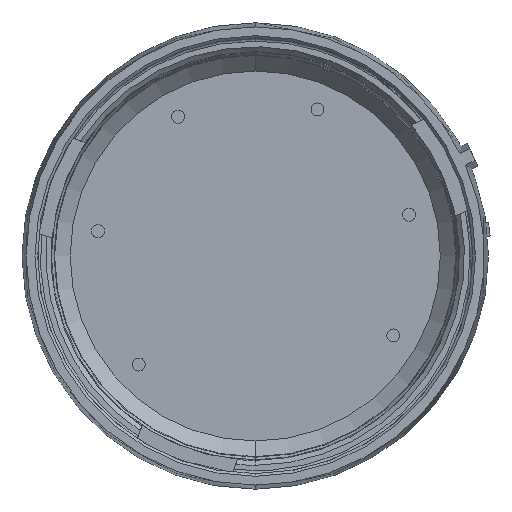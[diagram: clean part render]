
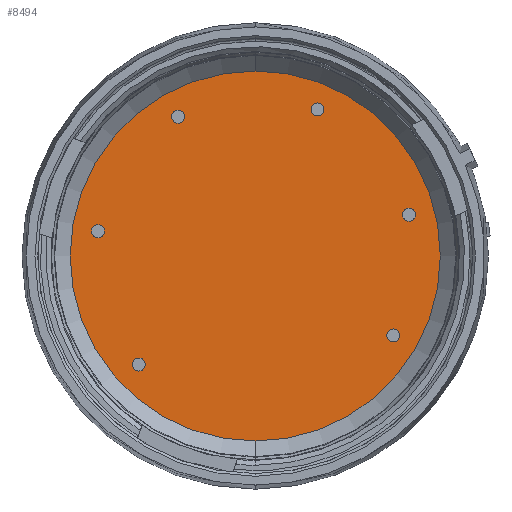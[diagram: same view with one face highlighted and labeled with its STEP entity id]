
A CAD part, front view. The second image highlights one B-rep face of the part: STEP entity #8494.
In plain terms, the highlighted planar face has unit normal (0, -1, 0).
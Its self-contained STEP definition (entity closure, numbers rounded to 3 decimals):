
#96 = CARTESIAN_POINT ( 'NONE',  ( 0., 13.735, -17.2 ) ) ;
#291 = CARTESIAN_POINT ( 'NONE',  ( -14.618, 13.735, 2.915 ) ) ;
#577 = CARTESIAN_POINT ( 'NONE',  ( -10.824, 13.735, -10.094 ) ) ;
#578 = DIRECTION ( 'NONE',  ( 0., -1., 0. ) ) ;
#579 = DIRECTION ( 'NONE',  ( 0., 0., -1. ) ) ;
#580 = CARTESIAN_POINT ( 'NONE',  ( -14.618, 13.735, 2.315 ) ) ;
#581 = DIRECTION ( 'NONE',  ( 0., -1., 0. ) ) ;
#582 = DIRECTION ( 'NONE',  ( 0., 0., -1. ) ) ;
#583 = CARTESIAN_POINT ( 'NONE',  ( -7.175, 13.735, 12.944 ) ) ;
#584 = DIRECTION ( 'NONE',  ( 0., -1., 0. ) ) ;
#585 = DIRECTION ( 'NONE',  ( 0., 0., -1. ) ) ;
#586 = CARTESIAN_POINT ( 'NONE',  ( 5.783, 13.735, 13.623 ) ) ;
#587 = DIRECTION ( 'NONE',  ( 0., -1., 0. ) ) ;
#588 = DIRECTION ( 'NONE',  ( 0., 0., -1. ) ) ;
#589 = CARTESIAN_POINT ( 'NONE',  ( 14.296, 13.735, 3.831 ) ) ;
#590 = DIRECTION ( 'NONE',  ( 0., -1., 0. ) ) ;
#591 = DIRECTION ( 'NONE',  ( 0., 0., -1. ) ) ;
#592 = CARTESIAN_POINT ( 'NONE',  ( 12.826, 13.735, -7.384 ) ) ;
#593 = DIRECTION ( 'NONE',  ( 0., -1., 0. ) ) ;
#594 = DIRECTION ( 'NONE',  ( 0., 0., -1. ) ) ;
#596 = CARTESIAN_POINT ( 'NONE',  ( 0., 13.735, 0. ) ) ;
#597 = DIRECTION ( 'NONE',  ( 0., 1., 0. ) ) ;
#598 = DIRECTION ( 'NONE',  ( 0., 0., 1. ) ) ;
#1414 = EDGE_CURVE ( 'NONE', #7726, #7899, #5052, .T. ) ;
#1418 = EDGE_CURVE ( 'NONE', #7904, #7802, #5046, .T. ) ;
#1422 = EDGE_CURVE ( 'NONE', #8174, #7912, #4905, .T. ) ;
#1859 = ORIENTED_EDGE ( 'NONE', *, *, #4698, .F. ) ;
#2043 = ORIENTED_EDGE ( 'NONE', *, *, #1422, .F. ) ;
#2044 = ORIENTED_EDGE ( 'NONE', *, *, #4699, .F. ) ;
#2047 = ORIENTED_EDGE ( 'NONE', *, *, #4700, .F. ) ;
#2052 = ORIENTED_EDGE ( 'NONE', *, *, #1414, .F. ) ;
#2053 = ORIENTED_EDGE ( 'NONE', *, *, #4697, .F. ) ;
#2054 = ORIENTED_EDGE ( 'NONE', *, *, #2312, .F. ) ;
#2055 = ORIENTED_EDGE ( 'NONE', *, *, #4696, .F. ) ;
#2056 = ORIENTED_EDGE ( 'NONE', *, *, #2308, .F. ) ;
#2090 = ORIENTED_EDGE ( 'NONE', *, *, #2337, .F. ) ;
#2201 = ORIENTED_EDGE ( 'NONE', *, *, #4695, .F. ) ;
#2223 = ORIENTED_EDGE ( 'NONE', *, *, #2302, .F. ) ;
#2224 = ORIENTED_EDGE ( 'NONE', *, *, #4694, .F. ) ;
#2259 = ORIENTED_EDGE ( 'NONE', *, *, #1418, .F. ) ;
#2302 = EDGE_CURVE ( 'NONE', #7662, #8130, #5089, .T. ) ;
#2308 = EDGE_CURVE ( 'NONE', #7903, #4006, #5205, .T. ) ;
#2312 = EDGE_CURVE ( 'NONE', #7882, #7914, #4948, .T. ) ;
#2337 = EDGE_CURVE ( 'NONE', #3741, #7915, #4264, .T. ) ;
#3741 = VERTEX_POINT ( 'NONE', #96 ) ;
#4006 = VERTEX_POINT ( 'NONE', #291 ) ;
#4184 = AXIS2_PLACEMENT_3D ( 'NONE', #580, #581, #582 ) ;
#4227 = AXIS2_PLACEMENT_3D ( 'NONE', #596, #597, #598 ) ;
#4234 = CIRCLE ( 'NONE', #4371, 0.6 ) ;
#4264 = CIRCLE ( 'NONE', #4278, 17.2 ) ;
#4273 = CIRCLE ( 'NONE', #4303, 0.6 ) ;
#4278 = AXIS2_PLACEMENT_3D ( 'NONE', #7288, #7289, #7290 ) ;
#4283 = AXIS2_PLACEMENT_3D ( 'NONE', #589, #590, #591 ) ;
#4284 = AXIS2_PLACEMENT_3D ( 'NONE', #592, #593, #594 ) ;
#4303 = AXIS2_PLACEMENT_3D ( 'NONE', #577, #578, #579 ) ;
#4354 = AXIS2_PLACEMENT_3D ( 'NONE', #586, #587, #588 ) ;
#4371 = AXIS2_PLACEMENT_3D ( 'NONE', #583, #584, #585 ) ;
#4375 = CIRCLE ( 'NONE', #4283, 0.6 ) ;
#4435 = CIRCLE ( 'NONE', #4284, 0.6 ) ;
#4457 = CIRCLE ( 'NONE', #4184, 0.6 ) ;
#4524 = CIRCLE ( 'NONE', #4227, 17.2 ) ;
#4588 = CIRCLE ( 'NONE', #4354, 0.6 ) ;
#4694 = EDGE_CURVE ( 'NONE', #8130, #7662, #4273, .T. ) ;
#4695 = EDGE_CURVE ( 'NONE', #4006, #7903, #4457, .T. ) ;
#4696 = EDGE_CURVE ( 'NONE', #7914, #7882, #4234, .T. ) ;
#4697 = EDGE_CURVE ( 'NONE', #7899, #7726, #4588, .T. ) ;
#4698 = EDGE_CURVE ( 'NONE', #7802, #7904, #4375, .T. ) ;
#4699 = EDGE_CURVE ( 'NONE', #7912, #8174, #4435, .T. ) ;
#4700 = EDGE_CURVE ( 'NONE', #7915, #3741, #4524, .T. ) ;
#4881 = AXIS2_PLACEMENT_3D ( 'NONE', #6848, #6849, #6850 ) ;
#4895 = AXIS2_PLACEMENT_3D ( 'NONE', #6860, #6861, #6862 ) ;
#4905 = CIRCLE ( 'NONE', #4895, 0.6 ) ;
#4942 = AXIS2_PLACEMENT_3D ( 'NONE', #7167, #7168, #7169 ) ;
#4948 = CIRCLE ( 'NONE', #4942, 0.6 ) ;
#5046 = CIRCLE ( 'NONE', #4881, 0.6 ) ;
#5052 = CIRCLE ( 'NONE', #5057, 0.6 ) ;
#5057 = AXIS2_PLACEMENT_3D ( 'NONE', #6836, #6837, #6838 ) ;
#5088 = AXIS2_PLACEMENT_3D ( 'NONE', #7135, #7136, #7137 ) ;
#5089 = CIRCLE ( 'NONE', #5088, 0.6 ) ;
#5192 = AXIS2_PLACEMENT_3D ( 'NONE', #7154, #7155, #7156 ) ;
#5205 = CIRCLE ( 'NONE', #5192, 0.6 ) ;
#5475 = CARTESIAN_POINT ( 'NONE',  ( -10.824, 13.735, -10.694 ) ) ;
#5487 = CARTESIAN_POINT ( 'NONE',  ( 5.783, 13.735, 13.023 ) ) ;
#5525 = CARTESIAN_POINT ( 'NONE',  ( 14.296, 13.735, 4.431 ) ) ;
#5542 = CARTESIAN_POINT ( 'NONE',  ( -14.618, 13.735, 1.715 ) ) ;
#5550 = CARTESIAN_POINT ( 'NONE',  ( 5.783, 13.735, 14.223 ) ) ;
#5551 = CARTESIAN_POINT ( 'NONE',  ( -7.175, 13.735, 12.344 ) ) ;
#5559 = CARTESIAN_POINT ( 'NONE',  ( 14.296, 13.735, 3.231 ) ) ;
#5566 = CARTESIAN_POINT ( 'NONE',  ( 12.826, 13.735, -6.784 ) ) ;
#5568 = CARTESIAN_POINT ( 'NONE',  ( -7.175, 13.735, 13.544 ) ) ;
#5569 = CARTESIAN_POINT ( 'NONE',  ( 0., 13.735, 17.2 ) ) ;
#5624 = CARTESIAN_POINT ( 'NONE',  ( -10.824, 13.735, -9.494 ) ) ;
#5639 = CARTESIAN_POINT ( 'NONE',  ( 12.826, 13.735, -7.984 ) ) ;
#5769 = CARTESIAN_POINT ( 'NONE',  ( 0., 13.735, 0. ) ) ;
#5770 = FACE_BOUND ( 'NONE', #7665, .T. ) ;
#5771 = FACE_BOUND ( 'NONE', #8165, .T. ) ;
#5772 = FACE_BOUND ( 'NONE', #7656, .T. ) ;
#5773 = FACE_BOUND ( 'NONE', #7971, .T. ) ;
#5774 = FACE_OUTER_BOUND ( 'NONE', #8118, .T. ) ;
#5775 = FACE_BOUND ( 'NONE', #8070, .T. ) ;
#5776 = PLANE ( 'NONE',  #8412 ) ;
#5777 = FACE_BOUND ( 'NONE', #8057, .T. ) ;
#5780 = DIRECTION ( 'NONE',  ( 0., -1., 0. ) ) ;
#5781 = DIRECTION ( 'NONE',  ( 0., 0., -1. ) ) ;
#6836 = CARTESIAN_POINT ( 'NONE',  ( 5.783, 13.735, 13.623 ) ) ;
#6837 = DIRECTION ( 'NONE',  ( 0., -1., 0. ) ) ;
#6838 = DIRECTION ( 'NONE',  ( 0., 0., -1. ) ) ;
#6848 = CARTESIAN_POINT ( 'NONE',  ( 14.296, 13.735, 3.831 ) ) ;
#6849 = DIRECTION ( 'NONE',  ( 0., -1., 0. ) ) ;
#6850 = DIRECTION ( 'NONE',  ( 0., 0., -1. ) ) ;
#6860 = CARTESIAN_POINT ( 'NONE',  ( 12.826, 13.735, -7.384 ) ) ;
#6861 = DIRECTION ( 'NONE',  ( 0., -1., 0. ) ) ;
#6862 = DIRECTION ( 'NONE',  ( 0., 0., -1. ) ) ;
#7135 = CARTESIAN_POINT ( 'NONE',  ( -10.824, 13.735, -10.094 ) ) ;
#7136 = DIRECTION ( 'NONE',  ( 0., -1., 0. ) ) ;
#7137 = DIRECTION ( 'NONE',  ( 0., 0., -1. ) ) ;
#7154 = CARTESIAN_POINT ( 'NONE',  ( -14.618, 13.735, 2.315 ) ) ;
#7155 = DIRECTION ( 'NONE',  ( 0., -1., 0. ) ) ;
#7156 = DIRECTION ( 'NONE',  ( 0., 0., -1. ) ) ;
#7167 = CARTESIAN_POINT ( 'NONE',  ( -7.175, 13.735, 12.944 ) ) ;
#7168 = DIRECTION ( 'NONE',  ( 0., -1., 0. ) ) ;
#7169 = DIRECTION ( 'NONE',  ( 0., 0., -1. ) ) ;
#7288 = CARTESIAN_POINT ( 'NONE',  ( 0., 13.735, 0. ) ) ;
#7289 = DIRECTION ( 'NONE',  ( 0., 1., 0. ) ) ;
#7290 = DIRECTION ( 'NONE',  ( 0., 0., 1. ) ) ;
#7656 = EDGE_LOOP ( 'NONE', ( #2044, #2043 ) ) ;
#7662 = VERTEX_POINT ( 'NONE', #5475 ) ;
#7665 = EDGE_LOOP ( 'NONE', ( #1859, #2259 ) ) ;
#7726 = VERTEX_POINT ( 'NONE', #5487 ) ;
#7802 = VERTEX_POINT ( 'NONE', #5525 ) ;
#7882 = VERTEX_POINT ( 'NONE', #5551 ) ;
#7899 = VERTEX_POINT ( 'NONE', #5550 ) ;
#7903 = VERTEX_POINT ( 'NONE', #5542 ) ;
#7904 = VERTEX_POINT ( 'NONE', #5559 ) ;
#7912 = VERTEX_POINT ( 'NONE', #5566 ) ;
#7914 = VERTEX_POINT ( 'NONE', #5568 ) ;
#7915 = VERTEX_POINT ( 'NONE', #5569 ) ;
#7971 = EDGE_LOOP ( 'NONE', ( #2201, #2056 ) ) ;
#8057 = EDGE_LOOP ( 'NONE', ( #2053, #2052 ) ) ;
#8070 = EDGE_LOOP ( 'NONE', ( #2055, #2054 ) ) ;
#8118 = EDGE_LOOP ( 'NONE', ( #2090, #2047 ) ) ;
#8130 = VERTEX_POINT ( 'NONE', #5624 ) ;
#8165 = EDGE_LOOP ( 'NONE', ( #2224, #2223 ) ) ;
#8174 = VERTEX_POINT ( 'NONE', #5639 ) ;
#8412 = AXIS2_PLACEMENT_3D ( 'NONE', #5769, #5780, #5781 ) ;
#8494 = ADVANCED_FACE ( 'PLANAR_105', ( #5771, #5773, #5775, #5777, #5770, #5772, #5774 ), #5776, .T. ) ;
